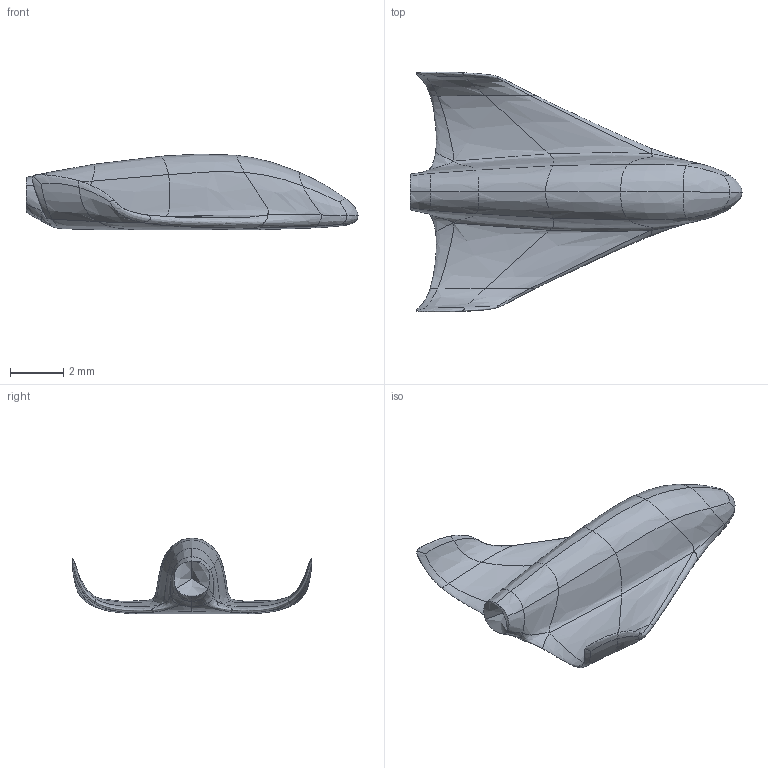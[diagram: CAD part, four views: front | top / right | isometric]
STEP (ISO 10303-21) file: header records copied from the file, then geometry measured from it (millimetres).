
FILE_DESCRIPTION(/* description */ (''),/* implementation_level */ '2;1');
FILE_NAME(/* name */ 'spaceShipN',/* time_stamp */ '2024-08-13T19:45:58+02:00',/* author */ (''),/* organization */ (''),/* preprocessor_version */ 'ST-DEVELOPER v19.2',/* originating_system */ 'Rhino 8.2',/* authorisation */ '');
FILE_SCHEMA (('CONFIG_CONTROL_DESIGN'));
Length unit declared in the file: millimetre
Products named in the file (1): Document
Bounding box: 12.48 x 9.01 x 2.86 mm (x, y, z)
Surface area: 179.4 mm2 (no closed solid volume)
Topology: 0 solids, 81 shells, 81 faces, 324 edges, 324 vertices
Faces by surface type: bspline 81
Entity records: 23049 total; most frequent: CARTESIAN_POINT 20552, ORIENTED_EDGE 324, EDGE_CURVE 324, B_SPLINE_CURVE_WITH_KNOTS 324, VERTEX_POINT 324, SHELL_BASED_SURFACE_MODEL 81, OPEN_SHELL 81, ADVANCED_FACE 81
